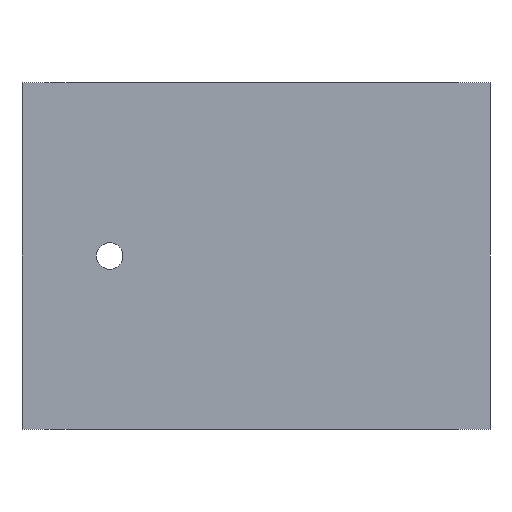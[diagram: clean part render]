
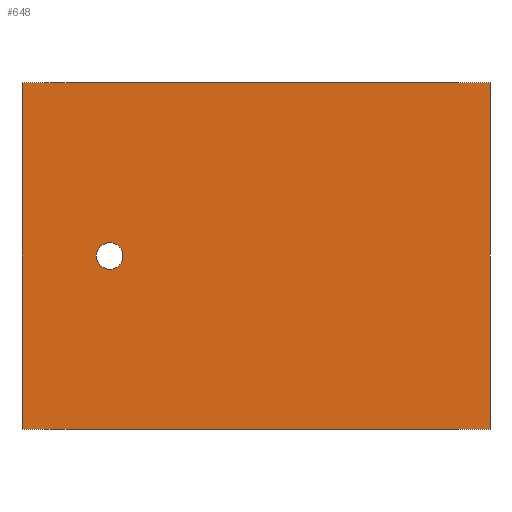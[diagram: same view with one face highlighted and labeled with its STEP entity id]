
A CAD part, front view. The second image highlights one B-rep face of the part: STEP entity #648.
In plain terms, the highlighted planar face has unit normal (0, -1, 0).
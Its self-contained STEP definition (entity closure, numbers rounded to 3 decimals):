
#39=FACE_BOUND('',#129,.T.);
#50=PLANE('',#747);
#77=FACE_OUTER_BOUND('',#128,.T.);
#128=EDGE_LOOP('',(#600,#601,#602,#603));
#129=EDGE_LOOP('',(#604,#605));
#155=LINE('',#1103,#195);
#161=LINE('',#1115,#201);
#166=LINE('',#1122,#206);
#168=LINE('',#1132,#208);
#195=VECTOR('',#913,10.);
#201=VECTOR('',#921,10.);
#206=VECTOR('',#928,10.);
#208=VECTOR('',#942,10.);
#213=CIRCLE('',#674,3.25);
#214=CIRCLE('',#675,3.25);
#265=VERTEX_POINT('',#958);
#266=VERTEX_POINT('',#959);
#320=VERTEX_POINT('',#1101);
#321=VERTEX_POINT('',#1102);
#325=VERTEX_POINT('',#1112);
#326=VERTEX_POINT('',#1114);
#334=EDGE_CURVE('',#265,#266,#213,.T.);
#335=EDGE_CURVE('',#266,#265,#214,.T.);
#405=EDGE_CURVE('',#320,#321,#155,.T.);
#411=EDGE_CURVE('',#325,#326,#161,.T.);
#416=EDGE_CURVE('',#325,#321,#166,.T.);
#420=EDGE_CURVE('',#320,#326,#168,.T.);
#600=ORIENTED_EDGE('',*,*,#416,.T.);
#601=ORIENTED_EDGE('',*,*,#405,.F.);
#602=ORIENTED_EDGE('',*,*,#420,.T.);
#603=ORIENTED_EDGE('',*,*,#411,.F.);
#604=ORIENTED_EDGE('',*,*,#334,.T.);
#605=ORIENTED_EDGE('',*,*,#335,.T.);
#648=ADVANCED_FACE('',(#77,#39),#50,.T.);
#674=AXIS2_PLACEMENT_3D('',#960,#761,#762);
#675=AXIS2_PLACEMENT_3D('',#961,#763,#764);
#747=AXIS2_PLACEMENT_3D('',#1135,#946,#947);
#761=DIRECTION('center_axis',(0.,1.,0.));
#762=DIRECTION('ref_axis',(1.,0.,0.));
#763=DIRECTION('center_axis',(0.,1.,0.));
#764=DIRECTION('ref_axis',(1.,0.,0.));
#913=DIRECTION('',(1.,0.,0.));
#921=DIRECTION('',(-1.,0.,0.));
#928=DIRECTION('',(0.,0.,1.));
#942=DIRECTION('',(0.,0.,-1.));
#946=DIRECTION('center_axis',(0.,-1.,0.));
#947=DIRECTION('ref_axis',(1.,0.,0.));
#958=CARTESIAN_POINT('',(-31.234,-70.,25.));
#959=CARTESIAN_POINT('',(-37.734,-70.,25.));
#960=CARTESIAN_POINT('Origin',(-34.484,-70.,25.));
#961=CARTESIAN_POINT('Origin',(-34.484,-70.,25.));
#1101=CARTESIAN_POINT('',(-55.984,-70.,67.5));
#1102=CARTESIAN_POINT('',(58.762,-70.,67.5));
#1103=CARTESIAN_POINT('',(-55.984,-70.,67.5));
#1112=CARTESIAN_POINT('',(58.762,-70.,-17.5));
#1114=CARTESIAN_POINT('',(-55.984,-70.,-17.5));
#1115=CARTESIAN_POINT('',(58.762,-70.,-17.5));
#1122=CARTESIAN_POINT('',(58.762,-70.,50.));
#1132=CARTESIAN_POINT('',(-55.984,-70.,0.));
#1135=CARTESIAN_POINT('Origin',(-55.984,-70.,0.));
